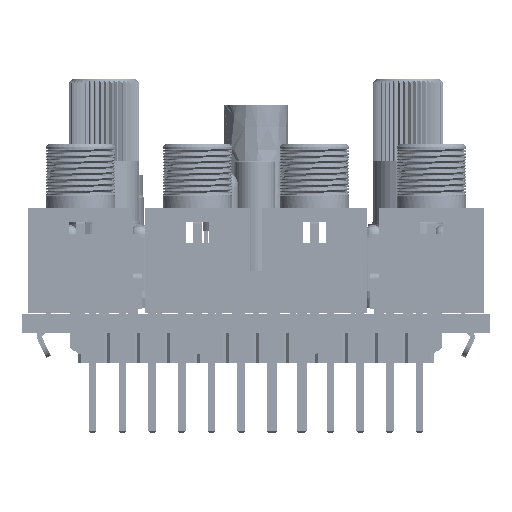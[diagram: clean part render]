
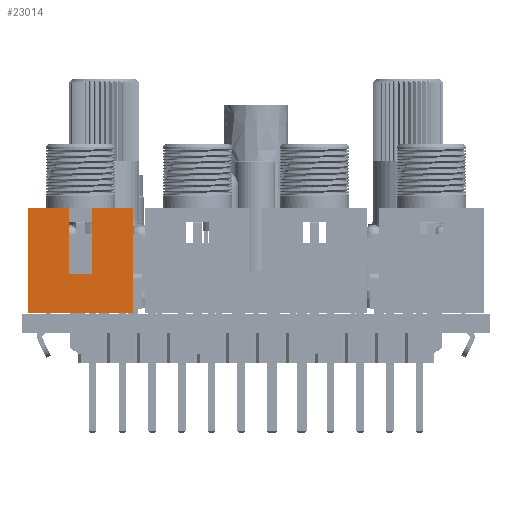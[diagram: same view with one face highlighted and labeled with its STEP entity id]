
A CAD part, front view. The second image highlights one B-rep face of the part: STEP entity #23014.
In plain terms, the highlighted planar face has unit normal (0, -1, 0).
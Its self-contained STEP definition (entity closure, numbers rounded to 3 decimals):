
#22537 = VERTEX_POINT('',#22538);
#22538 = CARTESIAN_POINT('',(-4.5,-6.,9.));
#22544 = EDGE_CURVE('',#22537,#22545,#22547,.T.);
#22545 = VERTEX_POINT('',#22546);
#22546 = CARTESIAN_POINT('',(-1.,-6.,9.));
#22547 = LINE('',#22548,#22549);
#22548 = CARTESIAN_POINT('',(4.5,-6.,9.));
#22549 = VECTOR('',#22550,1.);
#22550 = DIRECTION('',(1.,0.,0.));
#22569 = VERTEX_POINT('',#22570);
#22570 = CARTESIAN_POINT('',(1.,-6.,9.));
#22576 = EDGE_CURVE('',#22569,#22577,#22579,.T.);
#22577 = VERTEX_POINT('',#22578);
#22578 = CARTESIAN_POINT('',(4.5,-6.,9.));
#22579 = LINE('',#22580,#22581);
#22580 = CARTESIAN_POINT('',(4.5,-6.,9.));
#22581 = VECTOR('',#22582,1.);
#22582 = DIRECTION('',(1.,0.,0.));
#22885 = EDGE_CURVE('',#22886,#22545,#22888,.T.);
#22886 = VERTEX_POINT('',#22887);
#22887 = CARTESIAN_POINT('',(-1.,-6.,3.4));
#22888 = LINE('',#22889,#22890);
#22889 = CARTESIAN_POINT('',(-1.,-6.,4.5));
#22890 = VECTOR('',#22891,1.);
#22891 = DIRECTION('',(0.,0.,1.));
#22932 = VERTEX_POINT('',#22933);
#22933 = CARTESIAN_POINT('',(1.,-6.,3.4));
#22939 = EDGE_CURVE('',#22569,#22932,#22940,.T.);
#22940 = LINE('',#22941,#22942);
#22941 = CARTESIAN_POINT('',(1.,-6.,4.5));
#22942 = VECTOR('',#22943,1.);
#22943 = DIRECTION('',(0.,0.,-1.));
#22962 = EDGE_CURVE('',#22932,#22886,#22963,.T.);
#22963 = LINE('',#22964,#22965);
#22964 = CARTESIAN_POINT('',(-2.25,-6.,3.4));
#22965 = VECTOR('',#22966,1.);
#22966 = DIRECTION('',(-1.,0.,0.));
#23014 = ADVANCED_FACE('',(#23015),#23044,.T.);
#23015 = FACE_BOUND('',#23016,.T.);
#23016 = EDGE_LOOP('',(#23017,#23018,#23019,#23020,#23021,#23029,#23037,
    #23043));
#23017 = ORIENTED_EDGE('',*,*,#22939,.T.);
#23018 = ORIENTED_EDGE('',*,*,#22962,.T.);
#23019 = ORIENTED_EDGE('',*,*,#22885,.T.);
#23020 = ORIENTED_EDGE('',*,*,#22544,.F.);
#23021 = ORIENTED_EDGE('',*,*,#23022,.F.);
#23022 = EDGE_CURVE('',#23023,#22537,#23025,.T.);
#23023 = VERTEX_POINT('',#23024);
#23024 = CARTESIAN_POINT('',(-4.5,-6.,0.));
#23025 = LINE('',#23026,#23027);
#23026 = CARTESIAN_POINT('',(-4.5,-6.,0.));
#23027 = VECTOR('',#23028,1.);
#23028 = DIRECTION('',(0.,0.,1.));
#23029 = ORIENTED_EDGE('',*,*,#23030,.F.);
#23030 = EDGE_CURVE('',#23031,#23023,#23033,.T.);
#23031 = VERTEX_POINT('',#23032);
#23032 = CARTESIAN_POINT('',(4.5,-6.,0.));
#23033 = LINE('',#23034,#23035);
#23034 = CARTESIAN_POINT('',(4.5,-6.,0.));
#23035 = VECTOR('',#23036,1.);
#23036 = DIRECTION('',(-1.,0.,0.));
#23037 = ORIENTED_EDGE('',*,*,#23038,.T.);
#23038 = EDGE_CURVE('',#23031,#22577,#23039,.T.);
#23039 = LINE('',#23040,#23041);
#23040 = CARTESIAN_POINT('',(4.5,-6.,0.));
#23041 = VECTOR('',#23042,1.);
#23042 = DIRECTION('',(0.,0.,1.));
#23043 = ORIENTED_EDGE('',*,*,#22576,.F.);
#23044 = PLANE('',#23045);
#23045 = AXIS2_PLACEMENT_3D('',#23046,#23047,#23048);
#23046 = CARTESIAN_POINT('',(-4.5,-6.,0.));
#23047 = DIRECTION('',(0.,-1.,0.));
#23048 = DIRECTION('',(1.,0.,0.));
